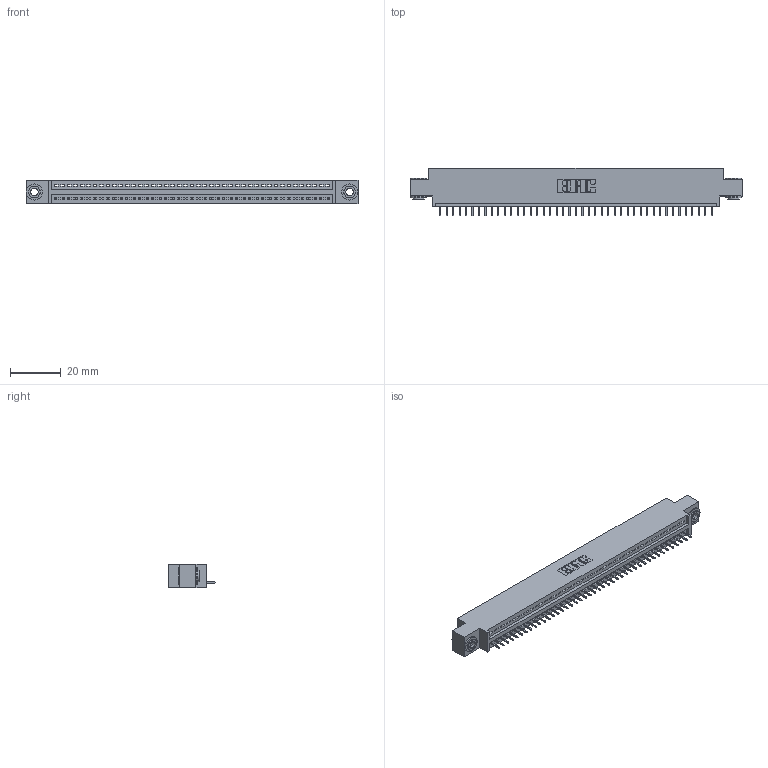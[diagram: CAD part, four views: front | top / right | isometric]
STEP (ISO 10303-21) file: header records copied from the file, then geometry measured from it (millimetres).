
FILE_DESCRIPTION (( 'STEP AP203' ), '1' );
FILE_NAME ('395-043-525-603.STEP', '2020-09-24T04:42:05', ( '' ), ( '' ), 'SwSTEP 2.0', 'SolidWorks 2020', '' );
FILE_SCHEMA (( 'CONFIG_CONTROL_DESIGN' ));
Length unit declared in the file: inch
Products named in the file (4): 345-250-002_345-250-002-102; 345-292-001_345-293-125; 395-043-525-603; 345 Part_0.170 Offset - 0.156 Dia-TH
Assembly tree (46 placements, depth 2):
  395-043-525-603
    345 Part_0.170 Offset - 0.156 Dia-TH
    345-292-001_345-293-125  x43
    345-250-002_345-250-002-102  x2
Bounding box: 130.43 x 18.72 x 9.4 mm (x, y, z)
Volume: 12126.9 mm3; surface area: 15884.7 mm2
Topology: 46 solids, 46 shells, 2834 faces, 8169 edges, 5270 vertices
Faces by surface type: plane 2072, cylinder 754, cone 8
Entity records: 33084 total; most frequent: CARTESIAN_POINT 5708, ORIENTED_EDGE 5678, DIRECTION 5015, EDGE_CURVE 2839, LINE 2515, VECTOR 2515, VERTEX_POINT 1886, AXIS2_PLACEMENT_3D 1250
